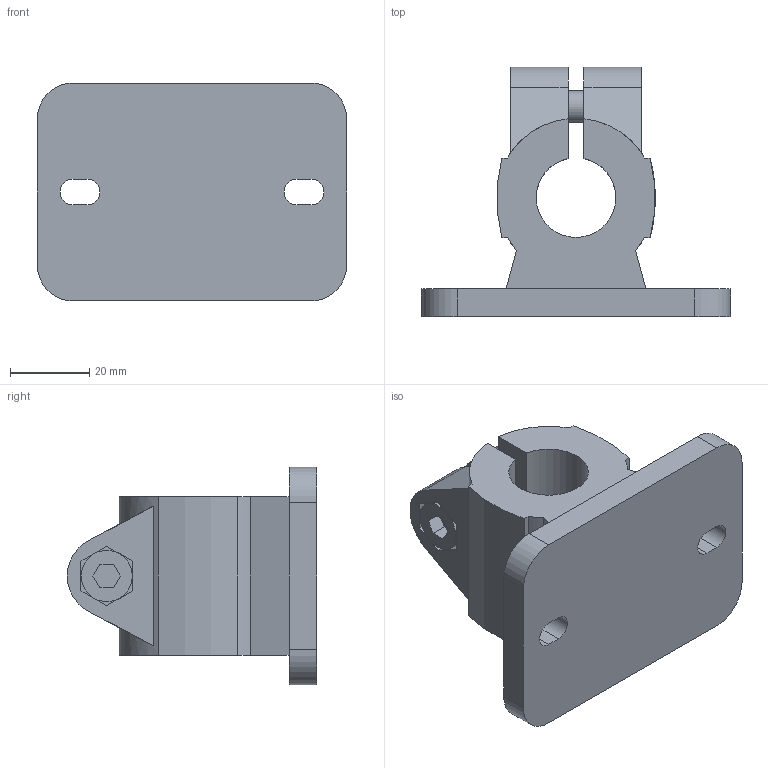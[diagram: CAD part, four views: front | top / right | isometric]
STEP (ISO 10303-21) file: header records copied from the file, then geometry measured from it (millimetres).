
FILE_DESCRIPTION( ( 'STEP AP214' ), '1' );
FILE_NAME( 'K0479.520.stp', '2020-12-08T09:55:28', ( '' ), ( '' ), ' ', 'PARTsolutions', ' ' );
FILE_SCHEMA( ( 'AUTOMOTIVE_DESIGN { 1 0 10303 214 1 1 1 1 }' ) );
Length unit declared in the file: millimetre
Products named in the file (1): _K0479.520
Bounding box: 78 x 62.97 x 55 mm (x, y, z)
Volume: 81361.1 mm3; surface area: 22392 mm2
Topology: 1 solids, 1 shells, 103 faces, 269 edges, 177 vertices
Faces by surface type: plane 58, cylinder 30, cone 13, torus 2
Full cylindrical faces by diameter (mm): 8 x2, 8.5 x2, 12.6 x1, 12.9 x1, 15 x1
Entity records: 4065 total; most frequent: CARTESIAN_POINT 710, DIRECTION 516, ORIENTED_EDGE 512, EDGE_CURVE 256, AXIS2_PLACEMENT_3D 181, VERTEX_POINT 174, LINE 154, VECTOR 154
